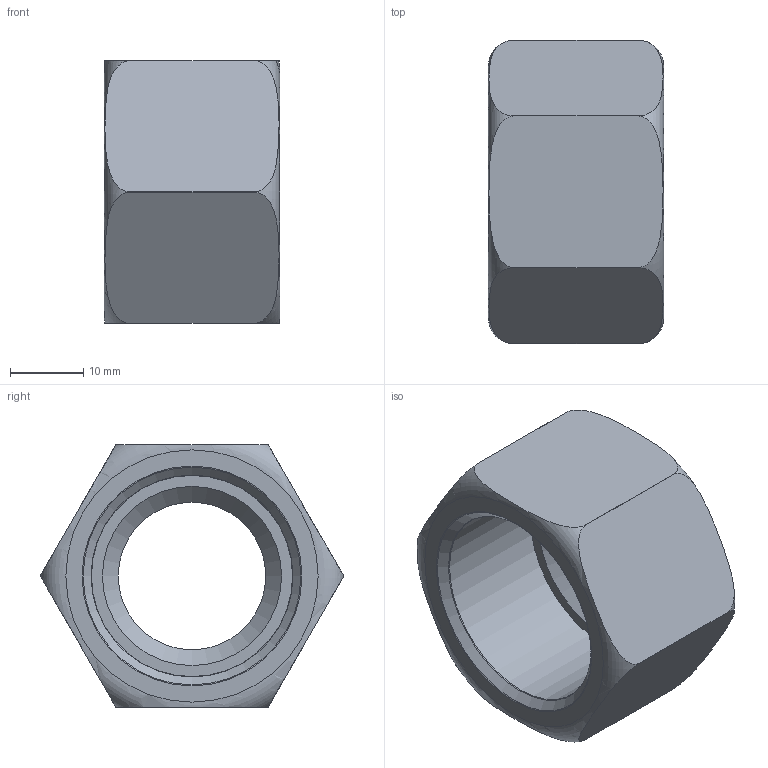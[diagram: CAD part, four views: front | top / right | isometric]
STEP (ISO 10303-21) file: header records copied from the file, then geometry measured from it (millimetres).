
FILE_DESCRIPTION(/* description */ (''),/* implementation_level */ '2;1');
FILE_NAME(/* name */ 'X-M20.stp',/* time_stamp */ '2025-01-15T15:57:00+01:00',/* author */ (''),/* organization */ (''),/* preprocessor_version */ 'ST-DEVELOPER v16',/* originating_system */ 'SIEMENS PLM Software NX 10.0',/* authorisation */ '');
FILE_SCHEMA (('AP203_CONFIGURATION_CONTROLLED_3D_DESIGN_OF_MECHANICAL_PARTS_AND_ASSEMBLIES_MIM_LF { 1 0 10303 403 2 1 2}'));
Length unit declared in the file: millimetre
Products named in the file (1): nwer36809CEC4px2
Bounding box: 24 x 41.57 x 36.01 mm (x, y, z)
Volume: 14238.5 mm3; surface area: 6260 mm2
Topology: 1 solids, 1 shells, 81 faces, 205 edges, 136 vertices
Faces by surface type: bspline 48, plane 18, cylinder 8, torus 4, cone 3
Full cylindrical faces by diameter (mm): 20.225 x1, 27.546 x1
Entity records: 3654 total; most frequent: CARTESIAN_POINT 2094, ORIENTED_EDGE 382, EDGE_CURVE 191, B_SPLINE_CURVE_WITH_KNOTS 152, VERTEX_POINT 131, DIRECTION 130, EDGE_LOOP 102, ADVANCED_FACE 81
